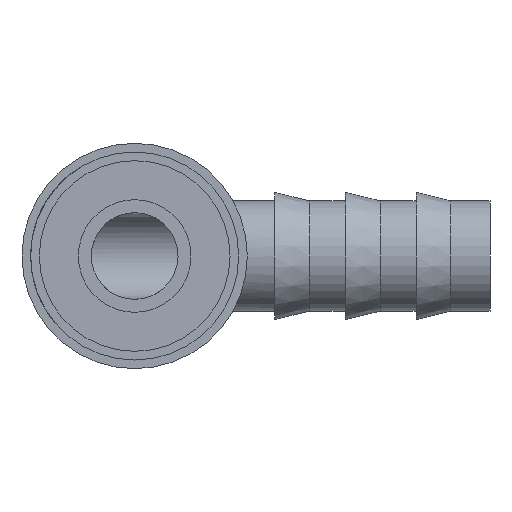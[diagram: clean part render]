
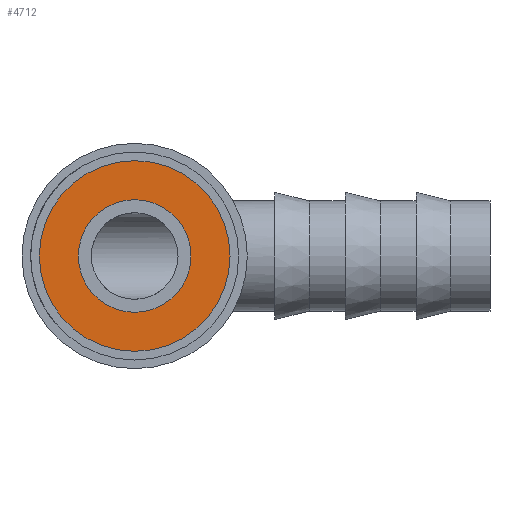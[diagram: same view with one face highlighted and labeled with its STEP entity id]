
A CAD part, left-side view. The second image highlights one B-rep face of the part: STEP entity #4712.
In plain terms, the highlighted planar face has unit normal (-1, 0, 0).
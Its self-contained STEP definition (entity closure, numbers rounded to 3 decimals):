
#103 = DIRECTION ( 'NONE',  ( 0., 0., 1. ) ) ;
#747 = CIRCLE ( 'NONE', #4408, 6.5 ) ;
#996 = DIRECTION ( 'NONE',  ( 1., 0., 0. ) ) ;
#1003 = CIRCLE ( 'NONE', #6307, 6.5 ) ;
#1690 = DIRECTION ( 'NONE',  ( 1., 0., 0. ) ) ;
#1732 = CARTESIAN_POINT ( 'NONE',  ( 0., 0., 0. ) ) ;
#1739 = AXIS2_PLACEMENT_3D ( 'NONE', #5120, #4523, #4994 ) ;
#1751 = ORIENTED_EDGE ( 'NONE', *, *, #4669, .T. ) ;
#1870 = CARTESIAN_POINT ( 'NONE',  ( 0., 0., 0. ) ) ;
#1943 = DIRECTION ( 'NONE',  ( -1., 0., 0. ) ) ;
#2286 = ORIENTED_EDGE ( 'NONE', *, *, #4518, .T. ) ;
#2393 = EDGE_LOOP ( 'NONE', ( #5602, #2771 ) ) ;
#2404 = EDGE_CURVE ( 'NONE', #3708, #3088, #5269, .T. ) ;
#2771 = ORIENTED_EDGE ( 'NONE', *, *, #3315, .T. ) ;
#2773 = CARTESIAN_POINT ( 'NONE',  ( 0., 0., 0. ) ) ;
#2815 = DIRECTION ( 'NONE',  ( 1., 0., 0. ) ) ;
#2881 = AXIS2_PLACEMENT_3D ( 'NONE', #1732, #1690, #4112 ) ;
#3088 = VERTEX_POINT ( 'NONE', #7789 ) ;
#3182 = CARTESIAN_POINT ( 'NONE',  ( 0., 0., -6.5 ) ) ;
#3268 = VERTEX_POINT ( 'NONE', #3182 ) ;
#3315 = EDGE_CURVE ( 'NONE', #3088, #3708, #7057, .T. ) ;
#3404 = DIRECTION ( 'NONE',  ( 0., 0., -1. ) ) ;
#3708 = VERTEX_POINT ( 'NONE', #5612 ) ;
#4112 = DIRECTION ( 'NONE',  ( 0., 0., -1. ) ) ;
#4198 = PLANE ( 'NONE',  #2881 ) ;
#4408 = AXIS2_PLACEMENT_3D ( 'NONE', #5159, #2815, #5859 ) ;
#4448 = CARTESIAN_POINT ( 'NONE',  ( 0., 0., 6.5 ) ) ;
#4518 = EDGE_CURVE ( 'NONE', #5119, #3268, #747, .T. ) ;
#4523 = DIRECTION ( 'NONE',  ( -1., 0., 0. ) ) ;
#4669 = EDGE_CURVE ( 'NONE', #3268, #5119, #1003, .T. ) ;
#4712 = ADVANCED_FACE ( 'NONE', ( #5420, #4744 ), #4198, .F. ) ;
#4744 = FACE_OUTER_BOUND ( 'NONE', #2393, .T. ) ;
#4994 = DIRECTION ( 'NONE',  ( 0., 0., 1. ) ) ;
#5119 = VERTEX_POINT ( 'NONE', #4448 ) ;
#5120 = CARTESIAN_POINT ( 'NONE',  ( 0., 0., 0. ) ) ;
#5159 = CARTESIAN_POINT ( 'NONE',  ( 0., 0., 0. ) ) ;
#5269 = CIRCLE ( 'NONE', #6927, 11. ) ;
#5420 = FACE_BOUND ( 'NONE', #7026, .T. ) ;
#5602 = ORIENTED_EDGE ( 'NONE', *, *, #2404, .T. ) ;
#5612 = CARTESIAN_POINT ( 'NONE',  ( 0., 0., 11. ) ) ;
#5859 = DIRECTION ( 'NONE',  ( 0., 0., -1. ) ) ;
#6307 = AXIS2_PLACEMENT_3D ( 'NONE', #2773, #996, #3404 ) ;
#6927 = AXIS2_PLACEMENT_3D ( 'NONE', #1870, #1943, #103 ) ;
#7026 = EDGE_LOOP ( 'NONE', ( #2286, #1751 ) ) ;
#7057 = CIRCLE ( 'NONE', #1739, 11. ) ;
#7789 = CARTESIAN_POINT ( 'NONE',  ( 0., 0., -11. ) ) ;
